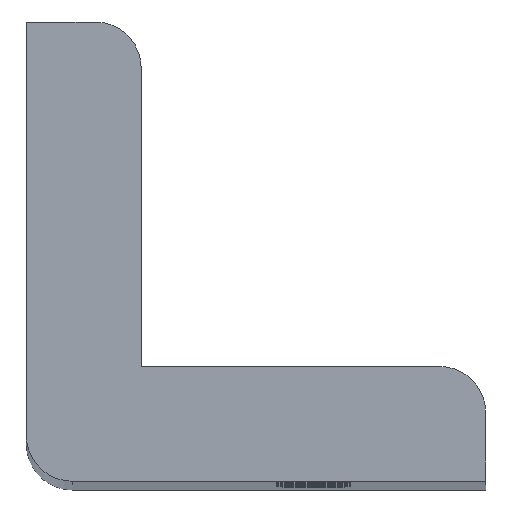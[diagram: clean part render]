
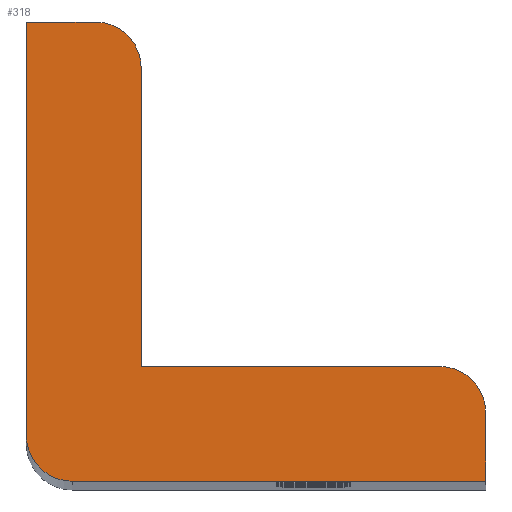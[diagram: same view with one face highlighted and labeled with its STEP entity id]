
A CAD part, top view. The second image highlights one B-rep face of the part: STEP entity #318.
In plain terms, the highlighted planar face has unit normal (0, 0, 1).
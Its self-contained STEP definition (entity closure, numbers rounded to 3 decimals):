
#74=CARTESIAN_POINT('',(-73.8,-75.8,228.2));
#75=VERTEX_POINT('',#74);
#92=CARTESIAN_POINT('',(-55.8,-75.8,228.2));
#93=VERTEX_POINT('',#92);
#100=CARTESIAN_POINT('',(-73.8,-75.8,228.2));
#101=DIRECTION('',(1.,0.,0.));
#102=VECTOR('',#101,18.);
#103=LINE('',#100,#102);
#104=EDGE_CURVE('',#75,#93,#103,.T.);
#245=CARTESIAN_POINT('',(-65.8,-70.8,228.2));
#246=DIRECTION('',(0.,0.,-1.));
#247=DIRECTION('',(0.,-1.,0.));
#248=AXIS2_PLACEMENT_3D('',#245,#246,#247);
#249=PLANE('',#248);
#250=CARTESIAN_POINT('',(-55.8,-72.8,228.2));
#251=VERTEX_POINT('',#250);
#252=CARTESIAN_POINT('',(-55.8,-72.8,228.2));
#253=DIRECTION('',(0.,-1.,0.));
#254=VECTOR('',#253,3.);
#255=LINE('',#252,#254);
#256=EDGE_CURVE('',#251,#93,#255,.T.);
#257=ORIENTED_EDGE('',*,*,#256,.F.);
#258=CARTESIAN_POINT('',(-57.8,-70.8,228.2));
#259=VERTEX_POINT('',#258);
#260=CARTESIAN_POINT('',(-57.8,-72.8,228.2));
#261=DIRECTION('',(-0.,-0.,1.));
#262=DIRECTION('',(1.,0.,0.));
#263=AXIS2_PLACEMENT_3D('',#260,#261,#262);
#264=CIRCLE('',#263,2.);
#265=EDGE_CURVE('',#251,#259,#264,.T.);
#266=ORIENTED_EDGE('',*,*,#265,.T.);
#267=CARTESIAN_POINT('',(-70.8,-70.8,228.2));
#268=VERTEX_POINT('',#267);
#269=CARTESIAN_POINT('',(-70.8,-70.8,228.2));
#270=DIRECTION('',(1.,0.,0.));
#271=VECTOR('',#270,13.);
#272=LINE('',#269,#271);
#273=EDGE_CURVE('',#268,#259,#272,.T.);
#274=ORIENTED_EDGE('',*,*,#273,.F.);
#275=CARTESIAN_POINT('',(-70.8,-57.8,228.2));
#276=VERTEX_POINT('',#275);
#277=CARTESIAN_POINT('',(-70.8,-57.8,228.2));
#278=DIRECTION('',(0.,-1.,0.));
#279=VECTOR('',#278,13.);
#280=LINE('',#277,#279);
#281=EDGE_CURVE('',#276,#268,#280,.T.);
#282=ORIENTED_EDGE('',*,*,#281,.F.);
#283=CARTESIAN_POINT('',(-72.8,-55.8,228.2));
#284=VERTEX_POINT('',#283);
#285=CARTESIAN_POINT('',(-72.8,-57.8,228.2));
#286=DIRECTION('',(-0.,-0.,1.));
#287=DIRECTION('',(1.,0.,0.));
#288=AXIS2_PLACEMENT_3D('',#285,#286,#287);
#289=CIRCLE('',#288,2.);
#290=EDGE_CURVE('',#276,#284,#289,.T.);
#291=ORIENTED_EDGE('',*,*,#290,.T.);
#292=CARTESIAN_POINT('',(-75.8,-55.8,228.2));
#293=VERTEX_POINT('',#292);
#294=CARTESIAN_POINT('',(-72.8,-55.8,228.2));
#295=DIRECTION('',(-1.,-0.,0.));
#296=VECTOR('',#295,3.);
#297=LINE('',#294,#296);
#298=EDGE_CURVE('',#284,#293,#297,.T.);
#299=ORIENTED_EDGE('',*,*,#298,.T.);
#300=CARTESIAN_POINT('',(-75.8,-73.8,228.2));
#301=VERTEX_POINT('',#300);
#302=CARTESIAN_POINT('',(-75.8,-55.8,228.2));
#303=DIRECTION('',(0.,-1.,0.));
#304=VECTOR('',#303,18.);
#305=LINE('',#302,#304);
#306=EDGE_CURVE('',#293,#301,#305,.T.);
#307=ORIENTED_EDGE('',*,*,#306,.T.);
#308=CARTESIAN_POINT('',(-73.8,-73.8,228.2));
#309=DIRECTION('',(-0.,-0.,1.));
#310=DIRECTION('',(1.,0.,0.));
#311=AXIS2_PLACEMENT_3D('',#308,#309,#310);
#312=CIRCLE('',#311,2.);
#313=EDGE_CURVE('',#301,#75,#312,.T.);
#314=ORIENTED_EDGE('',*,*,#313,.T.);
#315=ORIENTED_EDGE('',*,*,#104,.T.);
#316=EDGE_LOOP('',(#257,#266,#274,#282,#291,#299,#307,#314,#315));
#317=FACE_BOUND('',#316,.T.);
#318=ADVANCED_FACE('',(#317),#249,.F.);
